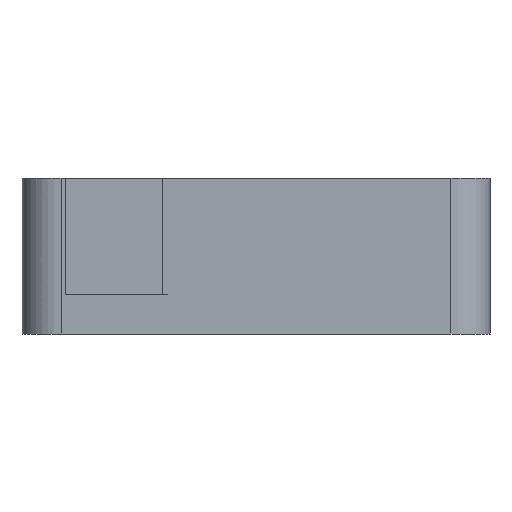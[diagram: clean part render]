
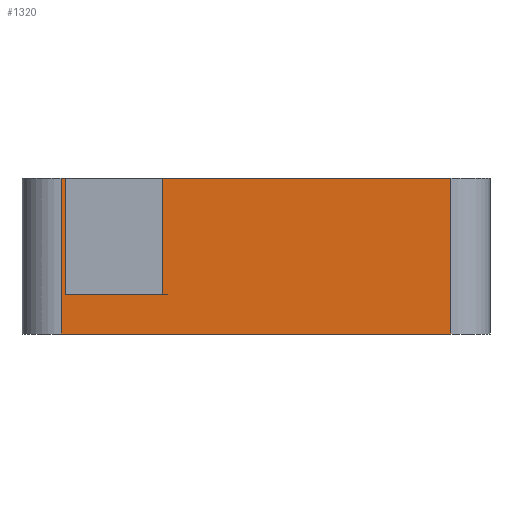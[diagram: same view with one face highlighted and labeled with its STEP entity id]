
A CAD part, left-side view. The second image highlights one B-rep face of the part: STEP entity #1320.
In plain terms, the highlighted planar face has unit normal (-1, 0, 0).
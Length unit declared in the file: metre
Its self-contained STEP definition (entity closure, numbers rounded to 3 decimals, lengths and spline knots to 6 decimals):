
#173=ORIENTED_EDGE('',*,*,#567,.F.);
#174=ORIENTED_EDGE('',*,*,#568,.T.);
#175=ORIENTED_EDGE('',*,*,#569,.T.);
#176=ORIENTED_EDGE('',*,*,#570,.T.);
#177=ORIENTED_EDGE('',*,*,#571,.F.);
#178=ORIENTED_EDGE('',*,*,#572,.T.);
#179=ORIENTED_EDGE('',*,*,#573,.F.);
#180=ORIENTED_EDGE('',*,*,#574,.F.);
#567=EDGE_CURVE('',#760,#761,#890,.T.);
#568=EDGE_CURVE('',#760,#762,#891,.T.);
#569=EDGE_CURVE('',#762,#763,#892,.T.);
#570=EDGE_CURVE('',#763,#764,#893,.F.);
#571=EDGE_CURVE('',#765,#764,#894,.T.);
#572=EDGE_CURVE('',#765,#766,#895,.T.);
#573=EDGE_CURVE('',#767,#766,#896,.T.);
#574=EDGE_CURVE('',#761,#767,#897,.T.);
#760=VERTEX_POINT('',#2069);
#761=VERTEX_POINT('',#2070);
#762=VERTEX_POINT('',#2072);
#763=VERTEX_POINT('',#2074);
#764=VERTEX_POINT('',#2076);
#765=VERTEX_POINT('',#2078);
#766=VERTEX_POINT('',#2080);
#767=VERTEX_POINT('',#2082);
#890=LINE('',#2068,#1047);
#891=LINE('',#2071,#1048);
#892=LINE('',#2073,#1049);
#893=LINE('',#2075,#1050);
#894=LINE('',#2077,#1051);
#895=LINE('',#2079,#1052);
#896=LINE('',#2081,#1053);
#897=LINE('',#2083,#1054);
#1047=VECTOR('',#1624,1.);
#1048=VECTOR('',#1625,1.);
#1049=VECTOR('',#1626,1.);
#1050=VECTOR('',#1627,1.);
#1051=VECTOR('',#1628,1.);
#1052=VECTOR('',#1629,1.);
#1053=VECTOR('',#1630,1.);
#1054=VECTOR('',#1631,1.);
#1135=EDGE_LOOP('',(#173,#174,#175,#176,#177,#178,#179,#180));
#1204=FACE_BOUND('',#1135,.T.);
#1273=PLANE('',#1414);
#1320=ADVANCED_FACE('',(#1204),#1273,.F.);
#1414=AXIS2_PLACEMENT_3D('',#2067,#1622,#1623);
#1622=DIRECTION('',(1.,0.,0.));
#1623=DIRECTION('',(0.,0.,-1.));
#1624=DIRECTION('',(0.,-1.,0.));
#1625=DIRECTION('',(0.,0.,-1.));
#1626=DIRECTION('',(0.,-1.,0.));
#1627=DIRECTION('',(0.,0.,-1.));
#1628=DIRECTION('',(0.,-1.,0.));
#1629=DIRECTION('',(0.,0.,-1.));
#1630=DIRECTION('',(0.,-1.,0.));
#1631=DIRECTION('',(0.,0.,-1.));
#2067=CARTESIAN_POINT('',(-0.1016,-0.011448,0.00635));
#2068=CARTESIAN_POINT('',(-0.1016,0.034584,0.0254));
#2069=CARTESIAN_POINT('',(-0.1016,0.03175,0.0254));
#2070=CARTESIAN_POINT('',(-0.1016,0.031068,0.0254));
#2071=CARTESIAN_POINT('',(-0.1016,0.03175,0.));
#2072=CARTESIAN_POINT('',(-0.1016,0.03175,0.));
#2073=CARTESIAN_POINT('',(-0.1016,-0.011448,0.));
#2074=CARTESIAN_POINT('',(-0.1016,-0.03175,0.));
#2075=CARTESIAN_POINT('',(-0.1016,-0.03175,0.00635));
#2076=CARTESIAN_POINT('',(-0.1016,-0.03175,0.0254));
#2077=CARTESIAN_POINT('',(-0.1016,-0.011448,0.0254));
#2078=CARTESIAN_POINT('',(-0.1016,0.015205,0.0254));
#2079=CARTESIAN_POINT('',(-0.1016,0.015205,0.0254));
#2080=CARTESIAN_POINT('',(-0.1016,0.015205,0.00635));
#2081=CARTESIAN_POINT('',(-0.1016,-0.011448,0.00635));
#2082=CARTESIAN_POINT('',(-0.1016,0.031068,0.00635));
#2083=CARTESIAN_POINT('',(-0.1016,0.031068,0.0254));
